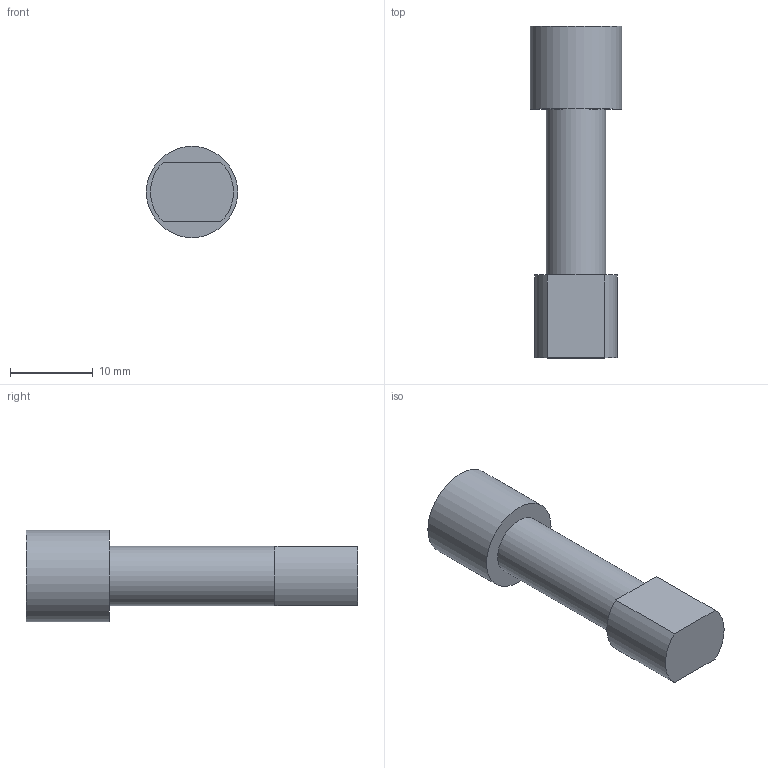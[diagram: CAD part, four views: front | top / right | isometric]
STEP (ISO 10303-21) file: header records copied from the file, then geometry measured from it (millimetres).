
FILE_DESCRIPTION (( 'STEP AP203' ), '1' );
FILE_NAME ('MBSBHH_Default.step', '2025-08-29T17:52:33', ( 'Windows User' ), ( 'AUTOMATION DIRECT' ), 'SwSTEP 2.0', 'SolidWorks 2024', '' );
FILE_SCHEMA (( 'CONFIG_CONTROL_DESIGN' ));
Length unit declared in the file: millimetre
Products named in the file (1): MBSBHH_Default
Bounding box: 11 x 40 x 11 mm (x, y, z)
Volume: 2260.5 mm3; surface area: 1448.9 mm2
Topology: 1 solids, 1 shells, 25 faces, 60 edges, 39 vertices
Faces by surface type: plane 20, cylinder 5
Full cylindrical faces by diameter (mm): 7.2 x1, 8 x1, 11 x1
Entity records: 781 total; most frequent: DIRECTION 126, CARTESIAN_POINT 120, ORIENTED_EDGE 112, EDGE_CURVE 56, AXIS2_PLACEMENT_3D 44, VERTEX_POINT 38, VECTOR 38, LINE 38
